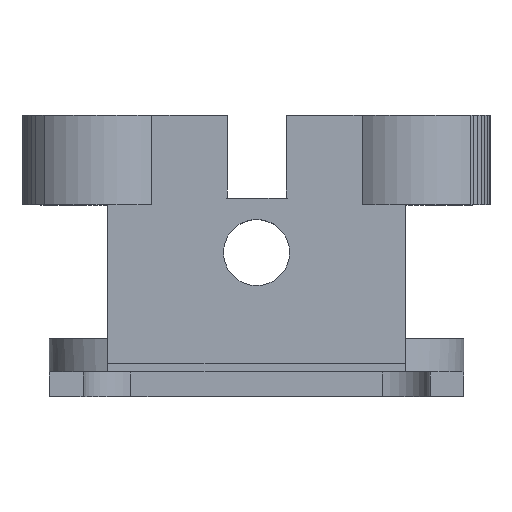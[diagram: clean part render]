
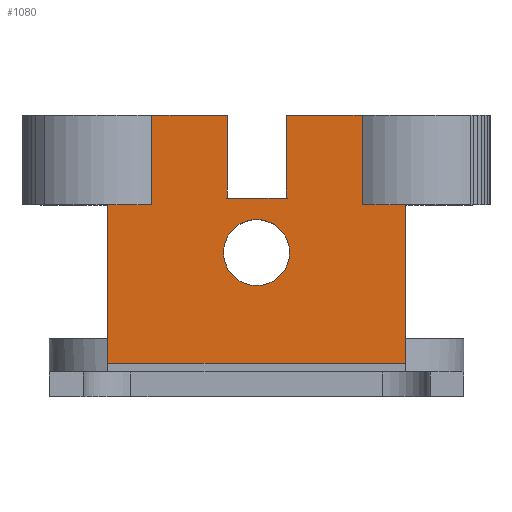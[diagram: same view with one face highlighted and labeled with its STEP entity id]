
A CAD part, top view. The second image highlights one B-rep face of the part: STEP entity #1080.
In plain terms, the highlighted planar face has unit normal (0, 0, 1).
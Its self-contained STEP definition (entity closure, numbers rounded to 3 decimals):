
#22=FACE_BOUND('',#170,.T.);
#59=PLANE('',#1180);
#110=FACE_OUTER_BOUND('',#169,.T.);
#169=EDGE_LOOP('',(#998,#999,#1000,#1001,#1002,#1003,#1004,#1005,#1006,
#1007,#1008,#1009));
#170=EDGE_LOOP('',(#1010));
#187=LINE('',#1527,#307);
#213=LINE('',#1595,#333);
#216=LINE('',#1601,#336);
#248=LINE('',#1674,#368);
#275=LINE('',#1750,#395);
#277=LINE('',#1755,#397);
#280=LINE('',#1765,#400);
#284=LINE('',#1772,#404);
#285=LINE('',#1775,#405);
#287=LINE('',#1779,#407);
#289=LINE('',#1782,#409);
#290=LINE('',#1784,#410);
#307=VECTOR('',#1222,10.);
#333=VECTOR('',#1288,10.);
#336=VECTOR('',#1295,10.);
#368=VECTOR('',#1357,10.);
#395=VECTOR('',#1434,10.);
#397=VECTOR('',#1438,10.);
#400=VECTOR('',#1451,10.);
#404=VECTOR('',#1457,10.);
#405=VECTOR('',#1460,10.);
#407=VECTOR('',#1464,10.);
#409=VECTOR('',#1468,10.);
#410=VECTOR('',#1471,10.);
#446=CIRCLE('',#1181,2.);
#466=VERTEX_POINT('',#1524);
#467=VERTEX_POINT('',#1526);
#489=VERTEX_POINT('',#1594);
#490=VERTEX_POINT('',#1600);
#516=VERTEX_POINT('',#1672);
#539=VERTEX_POINT('',#1746);
#542=VERTEX_POINT('',#1754);
#544=VERTEX_POINT('',#1764);
#545=VERTEX_POINT('',#1768);
#546=VERTEX_POINT('',#1770);
#547=VERTEX_POINT('',#1774);
#548=VERTEX_POINT('',#1778);
#549=VERTEX_POINT('',#1786);
#572=EDGE_CURVE('',#466,#467,#187,.T.);
#607=EDGE_CURVE('',#489,#467,#213,.T.);
#610=EDGE_CURVE('',#489,#490,#216,.T.);
#646=EDGE_CURVE('',#466,#516,#248,.F.);
#685=EDGE_CURVE('',#539,#490,#275,.F.);
#687=EDGE_CURVE('',#542,#539,#277,.T.);
#692=EDGE_CURVE('',#516,#544,#280,.T.);
#696=EDGE_CURVE('',#545,#546,#284,.T.);
#697=EDGE_CURVE('',#547,#545,#285,.T.);
#699=EDGE_CURVE('',#546,#548,#287,.T.);
#701=EDGE_CURVE('',#547,#544,#289,.T.);
#702=EDGE_CURVE('',#542,#548,#290,.T.);
#703=EDGE_CURVE('',#549,#549,#446,.T.);
#998=ORIENTED_EDGE('',*,*,#697,.T.);
#999=ORIENTED_EDGE('',*,*,#696,.T.);
#1000=ORIENTED_EDGE('',*,*,#699,.T.);
#1001=ORIENTED_EDGE('',*,*,#702,.F.);
#1002=ORIENTED_EDGE('',*,*,#687,.T.);
#1003=ORIENTED_EDGE('',*,*,#685,.T.);
#1004=ORIENTED_EDGE('',*,*,#610,.F.);
#1005=ORIENTED_EDGE('',*,*,#607,.T.);
#1006=ORIENTED_EDGE('',*,*,#572,.F.);
#1007=ORIENTED_EDGE('',*,*,#646,.T.);
#1008=ORIENTED_EDGE('',*,*,#692,.T.);
#1009=ORIENTED_EDGE('',*,*,#701,.F.);
#1010=ORIENTED_EDGE('',*,*,#703,.F.);
#1080=ADVANCED_FACE('',(#110,#22),#59,.T.);
#1180=AXIS2_PLACEMENT_3D('',#1785,#1472,#1473);
#1181=AXIS2_PLACEMENT_3D('',#1787,#1474,#1475);
#1222=DIRECTION('',(0.,-1.,0.));
#1288=DIRECTION('',(1.,0.,0.));
#1295=DIRECTION('',(0.,1.,0.));
#1357=DIRECTION('',(1.,0.,0.));
#1434=DIRECTION('',(1.,0.,0.));
#1438=DIRECTION('',(0.,-1.,0.));
#1451=DIRECTION('',(0.,1.,0.));
#1457=DIRECTION('',(-1.,0.,0.));
#1460=DIRECTION('',(0.,-1.,0.));
#1464=DIRECTION('',(0.,1.,0.));
#1468=DIRECTION('',(1.,0.,0.));
#1471=DIRECTION('',(1.,0.,0.));
#1472=DIRECTION('center_axis',(0.,0.,1.));
#1473=DIRECTION('ref_axis',(-1.,0.,0.));
#1474=DIRECTION('center_axis',(0.,0.,1.));
#1475=DIRECTION('ref_axis',(1.,0.,0.));
#1524=CARTESIAN_POINT('',(43.5,-33.92,79.901));
#1526=CARTESIAN_POINT('',(43.5,-43.5,79.901));
#1527=CARTESIAN_POINT('',(43.5,-41.5,79.901));
#1594=CARTESIAN_POINT('',(25.5,-43.5,79.901));
#1595=CARTESIAN_POINT('',(39.,-43.5,79.901));
#1600=CARTESIAN_POINT('',(25.5,-33.92,79.901));
#1601=CARTESIAN_POINT('',(25.5,-41.5,79.901));
#1672=CARTESIAN_POINT('',(40.885,-33.92,79.901));
#1674=CARTESIAN_POINT('',(44.034,-33.92,79.901));
#1746=CARTESIAN_POINT('',(28.166,-33.92,79.901));
#1750=CARTESIAN_POINT('',(33.98,-33.92,79.901));
#1754=CARTESIAN_POINT('',(28.166,-28.5,79.901));
#1755=CARTESIAN_POINT('',(28.166,-38.71,79.901));
#1764=CARTESIAN_POINT('',(40.885,-28.5,79.901));
#1765=CARTESIAN_POINT('',(40.885,-38.71,79.901));
#1768=CARTESIAN_POINT('',(36.299,-33.5,79.901));
#1770=CARTESIAN_POINT('',(32.729,-33.5,79.901));
#1772=CARTESIAN_POINT('',(39.042,-33.5,79.901));
#1774=CARTESIAN_POINT('',(36.299,-28.5,79.901));
#1775=CARTESIAN_POINT('',(36.299,-36.,79.901));
#1778=CARTESIAN_POINT('',(32.729,-28.5,79.901));
#1779=CARTESIAN_POINT('',(32.729,-36.,79.901));
#1782=CARTESIAN_POINT('',(43.5,-28.5,79.901));
#1784=CARTESIAN_POINT('',(43.5,-28.5,79.901));
#1785=CARTESIAN_POINT('Origin',(43.5,-41.5,79.901));
#1786=CARTESIAN_POINT('',(32.5,-36.8,79.901));
#1787=CARTESIAN_POINT('Origin',(34.5,-36.8,79.901));
